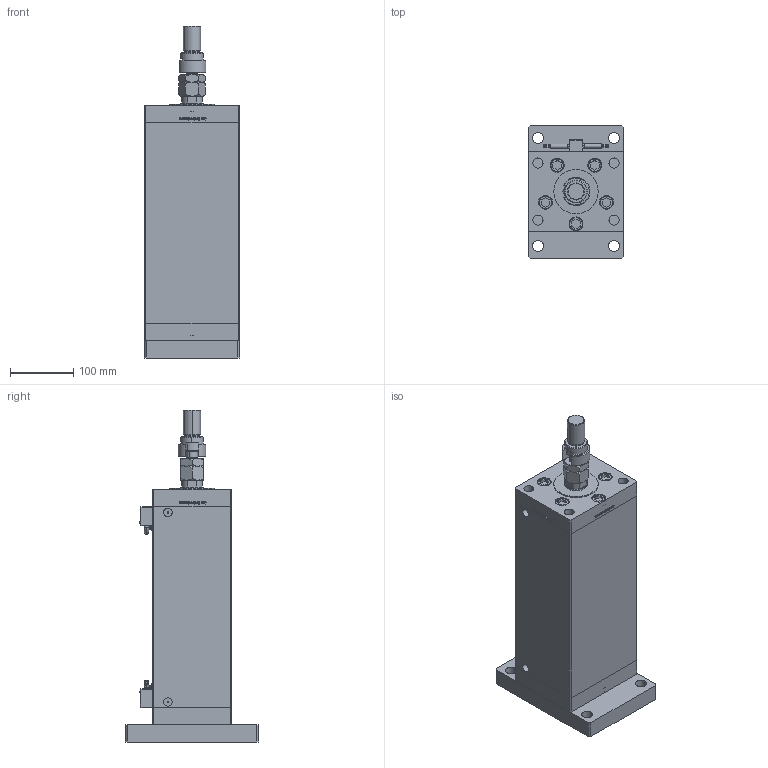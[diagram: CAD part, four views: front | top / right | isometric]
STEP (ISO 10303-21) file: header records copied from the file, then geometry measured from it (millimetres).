
FILE_DESCRIPTION (( 'STEP AP203' ), '1' );
FILE_NAME ('f3e7.STEP', '2022-04-15T04:22:01', ( '' ), ( '' ), 'SwSTEP 2.0', 'SolidWorks 2019', '' );
FILE_SCHEMA (( 'CONFIG_CONTROL_DESIGN' ));
Length unit declared in the file: millimetre
Products named in the file (11): Magnetic_Switch_MSU4 020e4dd3918751e15ccd980447951a4c; ALLEN BOLT 020e4dd3918751e15ccd980447951a4c; V220C_FRONT_G 020e4dd3918751e15ccd980447951a4c; V220C_G_MIDDLE 020e4dd3918751e15ccd980447951a4c; V220C_F 020e4dd3918751e15ccd980447951a4c; f3e7; MFA 020e4dd3918751e15ccd980447951a4c; V220C_VC_G 020e4dd3918751e15ccd980447951a4c; DFA 020e4dd3918751e15ccd980447951a4c; V220C BACK_G 020e4dd3918751e15ccd980447951a4c; FEMALE_PART_FOR_DFA 020e4dd3918751e15ccd980447951a4c
Assembly tree (24 placements, depth 3):
  f3e7
    V220C BACK_G 020e4dd3918751e15ccd980447951a4c
    V220C_FRONT_G 020e4dd3918751e15ccd980447951a4c
    V220C_G_MIDDLE 020e4dd3918751e15ccd980447951a4c
    Magnetic_Switch_MSU4 020e4dd3918751e15ccd980447951a4c  x2
    ALLEN BOLT 020e4dd3918751e15ccd980447951a4c  x14
    V220C_F 020e4dd3918751e15ccd980447951a4c
    V220C_VC_G 020e4dd3918751e15ccd980447951a4c
    DFA 020e4dd3918751e15ccd980447951a4c
      FEMALE_PART_FOR_DFA 020e4dd3918751e15ccd980447951a4c
      MFA 020e4dd3918751e15ccd980447951a4c
Bounding box: 150 x 210 x 523.5 mm (x, y, z)
Volume: 6653118.5 mm3; surface area: 640564.2 mm2
Topology: 23 solids, 25 shells, 1602 faces, 3889 edges, 2501 vertices
Faces by surface type: plane 624, bspline 484, cylinder 292, cone 106, torus 72, sphere 24
Entity records: 59607 total; most frequent: CARTESIAN_POINT 31798, ORIENTED_EDGE 6104, DIRECTION 4006, EDGE_CURVE 3052, VERTEX_POINT 2000, VECTOR 1534, LINE 1534, EDGE_LOOP 1420
